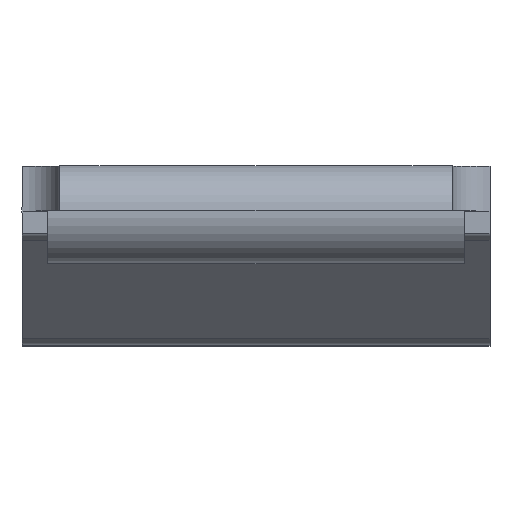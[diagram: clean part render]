
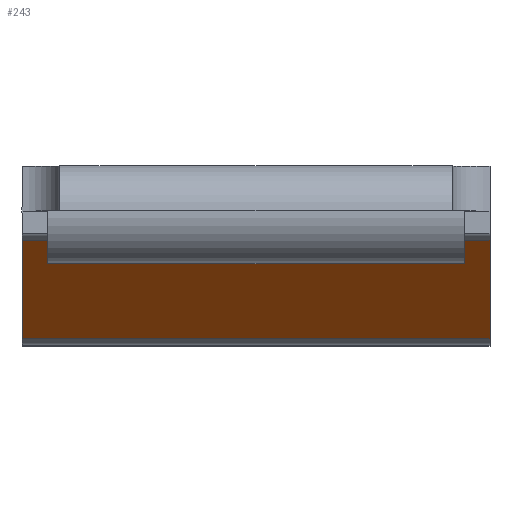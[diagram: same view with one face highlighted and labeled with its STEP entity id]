
A CAD part, top view. The second image highlights one B-rep face of the part: STEP entity #243.
In plain terms, the highlighted planar face has unit normal (0, -0.707, 0.707).
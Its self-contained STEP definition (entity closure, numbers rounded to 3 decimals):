
#207=AXIS2_PLACEMENT_3D('Plane Axis2P3D',#204,#205,#206) ;
#204=CARTESIAN_POINT('Axis2P3D Location',(0.,2.5,13.44)) ;
#209=CARTESIAN_POINT('Line Origine',(0.,1.25,12.19)) ;
#213=CARTESIAN_POINT('Vertex',(0.,0.146,11.086)) ;
#215=CARTESIAN_POINT('Vertex',(0.,2.354,13.294)) ;
#218=CARTESIAN_POINT('Line Origine',(5.25,0.146,11.086)) ;
#222=CARTESIAN_POINT('Vertex',(10.5,0.146,11.086)) ;
#225=CARTESIAN_POINT('Line Origine',(10.5,1.25,12.19)) ;
#229=CARTESIAN_POINT('Vertex',(10.5,2.354,13.294)) ;
#232=CARTESIAN_POINT('Line Origine',(5.25,2.354,13.294)) ;
#205=DIRECTION('Axis2P3D Direction',(0.,-0.707,0.707)) ;
#206=DIRECTION('Axis2P3D XDirection',(0.,-0.707,-0.707)) ;
#210=DIRECTION('Vector Direction',(0.,-0.707,-0.707)) ;
#219=DIRECTION('Vector Direction',(1.,0.,0.)) ;
#226=DIRECTION('Vector Direction',(0.,-0.707,-0.707)) ;
#233=DIRECTION('Vector Direction',(1.,0.,0.)) ;
#211=VECTOR('Line Direction',#210,1.) ;
#220=VECTOR('Line Direction',#219,1.) ;
#227=VECTOR('Line Direction',#226,1.) ;
#234=VECTOR('Line Direction',#233,1.) ;
#238=ORIENTED_EDGE('',*,*,#217,.F.) ;
#239=ORIENTED_EDGE('',*,*,#224,.T.) ;
#240=ORIENTED_EDGE('',*,*,#231,.T.) ;
#241=ORIENTED_EDGE('',*,*,#236,.T.) ;
#243=ADVANCED_FACE('STRAIN RELIEF',(#242),#208,.T.) ;
#217=EDGE_CURVE('',#214,#216,#212,.F.) ;
#224=EDGE_CURVE('',#214,#223,#221,.T.) ;
#231=EDGE_CURVE('',#223,#230,#228,.F.) ;
#236=EDGE_CURVE('',#230,#216,#235,.F.) ;
#237=EDGE_LOOP('',(#238,#239,#240,#241)) ;
#242=FACE_OUTER_BOUND('',#237,.T.) ;
#212=LINE('Line',#209,#211) ;
#221=LINE('Line',#218,#220) ;
#228=LINE('Line',#225,#227) ;
#235=LINE('Line',#232,#234) ;
#208=PLANE('',#207) ;
#214=VERTEX_POINT('',#213) ;
#216=VERTEX_POINT('',#215) ;
#223=VERTEX_POINT('',#222) ;
#230=VERTEX_POINT('',#229) ;
